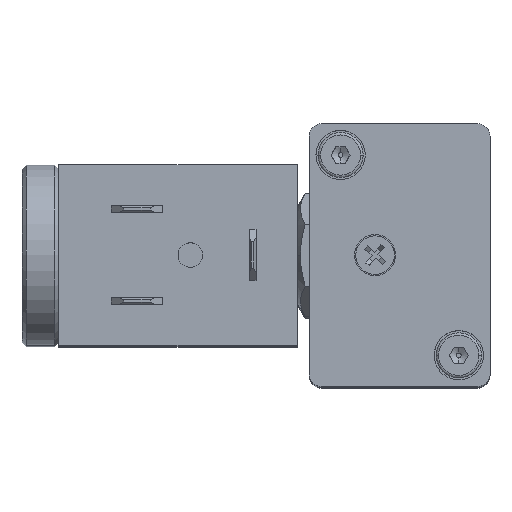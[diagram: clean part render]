
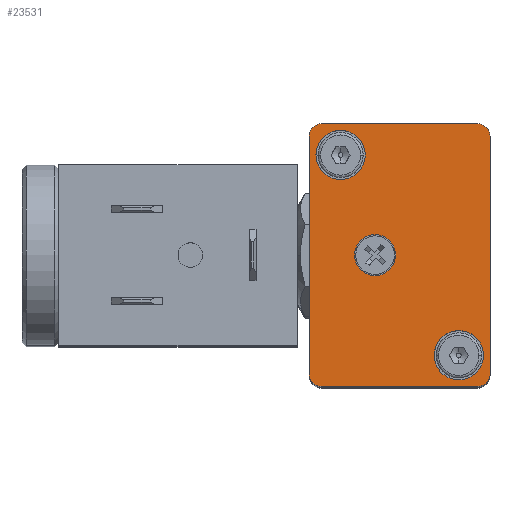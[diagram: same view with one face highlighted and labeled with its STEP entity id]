
A CAD part, top view. The second image highlights one B-rep face of the part: STEP entity #23531.
In plain terms, the highlighted planar face has unit normal (0, 0, 1).
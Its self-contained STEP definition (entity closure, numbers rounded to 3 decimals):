
#19961=CARTESIAN_POINT('',(-2.5,7.75,16.));
#19962=VERTEX_POINT('',#19961);
#19978=CARTESIAN_POINT('',(-7.5,7.75,16.));
#19979=VERTEX_POINT('',#19978);
#19986=CARTESIAN_POINT('',(-5.0,7.75,16.));
#19987=DIRECTION('',(0.0,0.0,-1.0));
#19988=DIRECTION('',(1.0,0.0,0.0));
#19989=AXIS2_PLACEMENT_3D('',#19986,#19987,#19988);
#19990=CIRCLE('',#19989,2.5);
#19991=EDGE_CURVE('',#19962,#19979,#19990,.T.);
#20404=CARTESIAN_POINT('',(-14.2,-2.45,16.));
#20405=VERTEX_POINT('',#20404);
#20421=CARTESIAN_POINT('',(-20.2,-2.45,16.));
#20422=VERTEX_POINT('',#20421);
#20429=CARTESIAN_POINT('',(-17.2,-2.45,16.));
#20430=DIRECTION('',(0.0,0.0,-1.0));
#20431=DIRECTION('',(1.0,0.0,0.0));
#20432=AXIS2_PLACEMENT_3D('',#20429,#20430,#20431);
#20433=CIRCLE('',#20432,3.0);
#20434=EDGE_CURVE('',#20405,#20422,#20433,.T.);
#20446=CARTESIAN_POINT('',(10.2,11.95,16.));
#20447=VERTEX_POINT('',#20446);
#20463=CARTESIAN_POINT('',(4.2,11.95,16.));
#20464=VERTEX_POINT('',#20463);
#20471=CARTESIAN_POINT('',(7.2,11.95,16.));
#20472=DIRECTION('',(0.0,0.0,-1.0));
#20473=DIRECTION('',(1.0,0.0,0.0));
#20474=AXIS2_PLACEMENT_3D('',#20471,#20472,#20473);
#20475=CIRCLE('',#20474,3.0);
#20476=EDGE_CURVE('',#20447,#20464,#20475,.T.);
#21184=CARTESIAN_POINT('',(-20.561,-5.811,16.));
#21185=VERTEX_POINT('',#21184);
#21194=CARTESIAN_POINT('',(-21.0,-4.75,16.));
#21195=VERTEX_POINT('',#21194);
#21196=CARTESIAN_POINT('',(-19.5,-4.75,16.));
#21197=DIRECTION('',(0.0,0.0,-1.));
#21198=DIRECTION('',(-0.707,-0.707,0.0));
#21199=AXIS2_PLACEMENT_3D('',#21196,#21197,#21198);
#21200=CIRCLE('',#21199,1.5);
#21201=EDGE_CURVE('',#21185,#21195,#21200,.T.);
#21226=CARTESIAN_POINT('',(-20.561,15.311,16.));
#21227=VERTEX_POINT('',#21226);
#21236=CARTESIAN_POINT('',(-19.5,15.75,16.));
#21237=VERTEX_POINT('',#21236);
#21238=CARTESIAN_POINT('',(-19.5,14.25,16.));
#21239=DIRECTION('',(0.0,0.0,-1.));
#21240=DIRECTION('',(-0.707,0.707,0.0));
#21241=AXIS2_PLACEMENT_3D('',#21238,#21239,#21240);
#21242=CIRCLE('',#21241,1.5);
#21243=EDGE_CURVE('',#21227,#21237,#21242,.T.);
#21270=CARTESIAN_POINT('',(10.561,15.311,16.0));
#21271=VERTEX_POINT('',#21270);
#21287=CARTESIAN_POINT('',(9.5,15.75,16.));
#21288=VERTEX_POINT('',#21287);
#21295=CARTESIAN_POINT('',(9.5,14.25,16.0));
#21296=DIRECTION('',(0.0,0.0,-1.));
#21297=DIRECTION('',(0.707,0.707,0.0));
#21298=AXIS2_PLACEMENT_3D('',#21295,#21296,#21297);
#21299=CIRCLE('',#21298,1.5);
#21300=EDGE_CURVE('',#21288,#21271,#21299,.T.);
#21312=CARTESIAN_POINT('',(10.561,-5.811,16.0));
#21313=VERTEX_POINT('',#21312);
#21329=CARTESIAN_POINT('',(11.0,-4.75,16.));
#21330=VERTEX_POINT('',#21329);
#21337=CARTESIAN_POINT('',(9.5,-4.75,16.0));
#21338=DIRECTION('',(0.0,0.0,-1.));
#21339=DIRECTION('',(0.707,-0.707,0.0));
#21340=AXIS2_PLACEMENT_3D('',#21337,#21338,#21339);
#21341=CIRCLE('',#21340,1.5);
#21342=EDGE_CURVE('',#21330,#21313,#21341,.T.);
#21353=CARTESIAN_POINT('',(9.5,-6.25,16.));
#21354=VERTEX_POINT('',#21353);
#21355=CARTESIAN_POINT('',(9.5,-4.75,16.0));
#21356=DIRECTION('',(0.0,0.0,-1.));
#21357=DIRECTION('',(0.707,-0.707,0.0));
#21358=AXIS2_PLACEMENT_3D('',#21355,#21356,#21357);
#21359=CIRCLE('',#21358,1.5);
#21360=EDGE_CURVE('',#21313,#21354,#21359,.T.);
#21394=CARTESIAN_POINT('',(11.0,14.25,16.));
#21395=VERTEX_POINT('',#21394);
#21402=CARTESIAN_POINT('',(11.0,-4.75,16.));
#21403=DIRECTION('',(0.0,1.0,0.0));
#21404=VECTOR('',#21403,19.0);
#21405=LINE('',#21402,#21404);
#21406=EDGE_CURVE('',#21330,#21395,#21405,.T.);
#21474=CARTESIAN_POINT('',(9.5,14.25,16.0));
#21475=DIRECTION('',(0.0,0.0,-1.));
#21476=DIRECTION('',(0.707,0.707,0.0));
#21477=AXIS2_PLACEMENT_3D('',#21474,#21475,#21476);
#21478=CIRCLE('',#21477,1.5);
#21479=EDGE_CURVE('',#21271,#21395,#21478,.T.);
#21494=CARTESIAN_POINT('',(9.5,15.75,16.));
#21495=DIRECTION('',(-1.0,0.0,0.0));
#21496=VECTOR('',#21495,29.0);
#21497=LINE('',#21494,#21496);
#21498=EDGE_CURVE('',#21288,#21237,#21497,.T.);
#21529=CARTESIAN_POINT('',(-21.0,14.25,16.));
#21530=VERTEX_POINT('',#21529);
#21537=CARTESIAN_POINT('',(-19.5,14.25,16.));
#21538=DIRECTION('',(0.0,0.0,-1.));
#21539=DIRECTION('',(-0.707,0.707,0.0));
#21540=AXIS2_PLACEMENT_3D('',#21537,#21538,#21539);
#21541=CIRCLE('',#21540,1.5);
#21542=EDGE_CURVE('',#21530,#21227,#21541,.T.);
#21555=CARTESIAN_POINT('',(-21.0,-4.75,16.));
#21556=DIRECTION('',(0.0,1.0,0.0));
#21557=VECTOR('',#21556,19.0);
#21558=LINE('',#21555,#21557);
#21559=EDGE_CURVE('',#21195,#21530,#21558,.T.);
#21571=CARTESIAN_POINT('',(-19.5,-6.25,16.));
#21572=VERTEX_POINT('',#21571);
#21579=CARTESIAN_POINT('',(-19.5,-4.75,16.));
#21580=DIRECTION('',(0.0,0.0,-1.));
#21581=DIRECTION('',(-0.707,-0.707,0.0));
#21582=AXIS2_PLACEMENT_3D('',#21579,#21580,#21581);
#21583=CIRCLE('',#21582,1.5);
#21584=EDGE_CURVE('',#21572,#21185,#21583,.T.);
#22959=CARTESIAN_POINT('',(7.2,11.95,16.));
#22960=DIRECTION('',(0.0,0.0,-1.0));
#22961=DIRECTION('',(1.0,0.0,0.0));
#22962=AXIS2_PLACEMENT_3D('',#22959,#22960,#22961);
#22963=CIRCLE('',#22962,3.0);
#22964=EDGE_CURVE('',#20464,#20447,#22963,.T.);
#22997=CARTESIAN_POINT('',(-17.2,-2.45,16.));
#22998=DIRECTION('',(0.0,0.0,-1.0));
#22999=DIRECTION('',(1.0,0.0,0.0));
#23000=AXIS2_PLACEMENT_3D('',#22997,#22998,#22999);
#23001=CIRCLE('',#23000,3.0);
#23002=EDGE_CURVE('',#20422,#20405,#23001,.T.);
#23463=CARTESIAN_POINT('',(-5.0,7.75,16.));
#23464=DIRECTION('',(0.0,0.0,-1.0));
#23465=DIRECTION('',(1.0,0.0,0.0));
#23466=AXIS2_PLACEMENT_3D('',#23463,#23464,#23465);
#23467=CIRCLE('',#23466,2.5);
#23468=EDGE_CURVE('',#19979,#19962,#23467,.T.);
#23495=CARTESIAN_POINT('',(11.0,-6.25,16.));
#23496=DIRECTION('',(0.0,0.0,1.0));
#23497=DIRECTION('',(1.0,0.0,0.0));
#23498=AXIS2_PLACEMENT_3D('',#23495,#23496,#23497);
#23499=PLANE('',#23498);
#23500=ORIENTED_EDGE('',*,*,#21342,.F.);
#23501=ORIENTED_EDGE('',*,*,#21406,.T.);
#23502=ORIENTED_EDGE('',*,*,#21479,.F.);
#23503=ORIENTED_EDGE('',*,*,#21300,.F.);
#23504=ORIENTED_EDGE('',*,*,#21498,.T.);
#23505=ORIENTED_EDGE('',*,*,#21243,.F.);
#23506=ORIENTED_EDGE('',*,*,#21542,.F.);
#23507=ORIENTED_EDGE('',*,*,#21559,.F.);
#23508=ORIENTED_EDGE('',*,*,#21201,.F.);
#23509=ORIENTED_EDGE('',*,*,#21584,.F.);
#23510=CARTESIAN_POINT('',(9.5,-6.25,16.));
#23511=DIRECTION('',(-1.0,0.0,0.0));
#23512=VECTOR('',#23511,29.0);
#23513=LINE('',#23510,#23512);
#23514=EDGE_CURVE('',#21354,#21572,#23513,.T.);
#23515=ORIENTED_EDGE('',*,*,#23514,.F.);
#23516=ORIENTED_EDGE('',*,*,#21360,.F.);
#23517=EDGE_LOOP('',(#23500,#23501,#23502,#23503,#23504,#23505,#23506,#23507,#23508,#23509,#23515,#23516));
#23518=FACE_OUTER_BOUND('',#23517,.T.);
#23519=ORIENTED_EDGE('',*,*,#20476,.T.);
#23520=ORIENTED_EDGE('',*,*,#22964,.T.);
#23521=EDGE_LOOP('',(#23519,#23520));
#23522=FACE_BOUND('',#23521,.T.);
#23523=ORIENTED_EDGE('',*,*,#20434,.T.);
#23524=ORIENTED_EDGE('',*,*,#23002,.T.);
#23525=EDGE_LOOP('',(#23523,#23524));
#23526=FACE_BOUND('',#23525,.T.);
#23527=ORIENTED_EDGE('',*,*,#19991,.T.);
#23528=ORIENTED_EDGE('',*,*,#23468,.T.);
#23529=EDGE_LOOP('',(#23527,#23528));
#23530=FACE_BOUND('',#23529,.T.);
#23531=ADVANCED_FACE('',(#23518,#23522,#23526,#23530),#23499,.T.);
